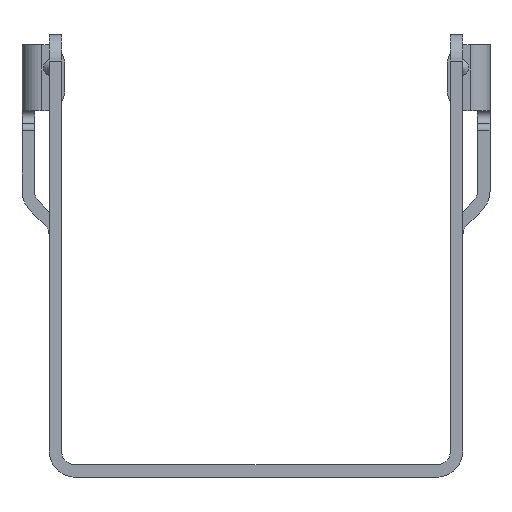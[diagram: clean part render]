
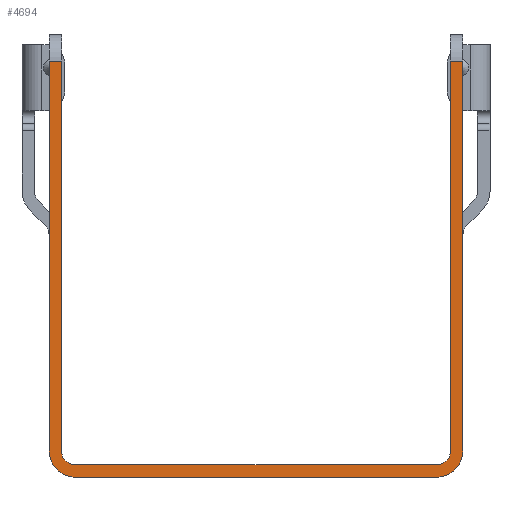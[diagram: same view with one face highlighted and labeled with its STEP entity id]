
A CAD part, front view. The second image highlights one B-rep face of the part: STEP entity #4694.
In plain terms, the highlighted planar face has unit normal (0, -1, 0).
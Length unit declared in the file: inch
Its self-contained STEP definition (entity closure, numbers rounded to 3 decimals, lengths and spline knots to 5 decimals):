
#87 = CARTESIAN_POINT ( 'NONE',  ( -1.16142, 0., 0.15354 ) ) ;
#304 = CIRCLE ( 'NONE', #1460, 0.07874 ) ;
#390 = EDGE_CURVE ( 'NONE', #784, #4156, #599, .T. ) ;
#445 = CARTESIAN_POINT ( 'NONE',  ( 1.39764, 0., 0. ) ) ;
#483 = AXIS2_PLACEMENT_3D ( 'NONE', #4303, #2812, #1358 ) ;
#488 = LINE ( 'NONE', #1969, #3434 ) ;
#583 = LINE ( 'NONE', #4584, #2935 ) ;
#599 = CIRCLE ( 'NONE', #1445, 0.15748 ) ;
#619 = DIRECTION ( 'NONE',  ( 0., 0., 1. ) ) ;
#741 = EDGE_CURVE ( 'NONE', #3616, #2768, #488, .T. ) ;
#784 = VERTEX_POINT ( 'NONE', #2434 ) ;
#802 = AXIS2_PLACEMENT_3D ( 'NONE', #2172, #2085, #1334 ) ;
#855 = CARTESIAN_POINT ( 'NONE',  ( -1.07874, 0., 0.15748 ) ) ;
#861 = VERTEX_POINT ( 'NONE', #3493 ) ;
#900 = CARTESIAN_POINT ( 'NONE',  ( 1.07874, 0., 0.15748 ) ) ;
#999 = DIRECTION ( 'NONE',  ( 0., 1., 0. ) ) ;
#1040 = CARTESIAN_POINT ( 'NONE',  ( 1.23622, 0., 2.48524 ) ) ;
#1154 = ORIENTED_EDGE ( 'NONE', *, *, #741, .F. ) ;
#1169 = LINE ( 'NONE', #445, #1883 ) ;
#1172 = VERTEX_POINT ( 'NONE', #2718 ) ;
#1259 = VECTOR ( 'NONE', #3891, 39.37008 ) ;
#1267 = VECTOR ( 'NONE', #3838, 39.37008 ) ;
#1313 = EDGE_LOOP ( 'NONE', ( #4284, #4720, #3276, #2875, #1154, #2991, #3011, #1910, #2131, #3524, #2573, #3871 ) ) ;
#1334 = DIRECTION ( 'NONE',  ( 0., 0., 1. ) ) ;
#1355 = CARTESIAN_POINT ( 'NONE',  ( 1.08268, 0., 0.0748 ) ) ;
#1358 = DIRECTION ( 'NONE',  ( 0., 0., 1. ) ) ;
#1386 = AXIS2_PLACEMENT_3D ( 'NONE', #855, #1557, #3016 ) ;
#1445 = AXIS2_PLACEMENT_3D ( 'NONE', #900, #999, #2042 ) ;
#1460 = AXIS2_PLACEMENT_3D ( 'NONE', #3065, #4528, #619 ) ;
#1503 = LINE ( 'NONE', #1850, #1802 ) ;
#1557 = DIRECTION ( 'NONE',  ( 0., 1., 0. ) ) ;
#1610 = CARTESIAN_POINT ( 'NONE',  ( -1.07874, 0., 0. ) ) ;
#1632 = DIRECTION ( 'NONE',  ( 0., 0., 1. ) ) ;
#1682 = LINE ( 'NONE', #3139, #1775 ) ;
#1741 = CARTESIAN_POINT ( 'NONE',  ( -1.16142, 0., 2.48524 ) ) ;
#1744 = CARTESIAN_POINT ( 'NONE',  ( 1.39764, 0., 2.48524 ) ) ;
#1775 = VECTOR ( 'NONE', #1632, 39.37008 ) ;
#1802 = VECTOR ( 'NONE', #3613, 39.37008 ) ;
#1834 = CARTESIAN_POINT ( 'NONE',  ( -1.08268, 0., 0.0748 ) ) ;
#1850 = CARTESIAN_POINT ( 'NONE',  ( -1.23622, 0., 2.48524 ) ) ;
#1865 = EDGE_CURVE ( 'NONE', #1951, #3169, #2599, .T. ) ;
#1883 = VECTOR ( 'NONE', #2942, 39.37008 ) ;
#1910 = ORIENTED_EDGE ( 'NONE', *, *, #3503, .F. ) ;
#1935 = EDGE_CURVE ( 'NONE', #1172, #2768, #304, .T. ) ;
#1951 = VERTEX_POINT ( 'NONE', #1610 ) ;
#1952 = CIRCLE ( 'NONE', #483, 0.07874 ) ;
#1969 = CARTESIAN_POINT ( 'NONE',  ( 1.08268, 0., 0.0748 ) ) ;
#1985 = EDGE_CURVE ( 'NONE', #1172, #861, #1682, .T. ) ;
#2042 = DIRECTION ( 'NONE',  ( 0., 0., 1. ) ) ;
#2085 = DIRECTION ( 'NONE',  ( 0., 1., 0. ) ) ;
#2131 = ORIENTED_EDGE ( 'NONE', *, *, #3890, .F. ) ;
#2172 = CARTESIAN_POINT ( 'NONE',  ( 1.39764, 0., 2.48524 ) ) ;
#2173 = VECTOR ( 'NONE', #3810, 39.37008 ) ;
#2351 = CARTESIAN_POINT ( 'NONE',  ( 1.39764, 0., 2.48524 ) ) ;
#2434 = CARTESIAN_POINT ( 'NONE',  ( 1.23622, 0., 0.15748 ) ) ;
#2573 = ORIENTED_EDGE ( 'NONE', *, *, #4462, .F. ) ;
#2589 = CARTESIAN_POINT ( 'NONE',  ( -1.23622, 0., 2.48524 ) ) ;
#2599 = CIRCLE ( 'NONE', #1386, 0.15748 ) ;
#2718 = CARTESIAN_POINT ( 'NONE',  ( 1.16142, 0., 0.15354 ) ) ;
#2738 = DIRECTION ( 'NONE',  ( 0., 0., -1. ) ) ;
#2765 = EDGE_CURVE ( 'NONE', #3214, #784, #3121, .T. ) ;
#2768 = VERTEX_POINT ( 'NONE', #1355 ) ;
#2795 = VERTEX_POINT ( 'NONE', #1741 ) ;
#2812 = DIRECTION ( 'NONE',  ( 0., -1., 0. ) ) ;
#2875 = ORIENTED_EDGE ( 'NONE', *, *, #1935, .T. ) ;
#2922 = CARTESIAN_POINT ( 'NONE',  ( -1.23622, 0., 0.15748 ) ) ;
#2935 = VECTOR ( 'NONE', #2738, 39.37008 ) ;
#2942 = DIRECTION ( 'NONE',  ( -1., 0., 0. ) ) ;
#2991 = ORIENTED_EDGE ( 'NONE', *, *, #4133, .F. ) ;
#3011 = ORIENTED_EDGE ( 'NONE', *, *, #3029, .F. ) ;
#3016 = DIRECTION ( 'NONE',  ( 0., 0., 1. ) ) ;
#3029 = EDGE_CURVE ( 'NONE', #2795, #4563, #583, .T. ) ;
#3059 = EDGE_CURVE ( 'NONE', #861, #3214, #3555, .T. ) ;
#3065 = CARTESIAN_POINT ( 'NONE',  ( 1.08268, 0., 0.15354 ) ) ;
#3121 = LINE ( 'NONE', #3172, #1267 ) ;
#3139 = CARTESIAN_POINT ( 'NONE',  ( 1.16142, 0., 2.48524 ) ) ;
#3169 = VERTEX_POINT ( 'NONE', #2922 ) ;
#3172 = CARTESIAN_POINT ( 'NONE',  ( 1.23622, 0., 2.48524 ) ) ;
#3181 = FACE_OUTER_BOUND ( 'NONE', #1313, .T. ) ;
#3214 = VERTEX_POINT ( 'NONE', #1040 ) ;
#3246 = CARTESIAN_POINT ( 'NONE',  ( 1.07874, 0., 0. ) ) ;
#3276 = ORIENTED_EDGE ( 'NONE', *, *, #1985, .F. ) ;
#3281 = VERTEX_POINT ( 'NONE', #2589 ) ;
#3419 = DIRECTION ( 'NONE',  ( 1., 0., 0. ) ) ;
#3434 = VECTOR ( 'NONE', #3419, 39.37008 ) ;
#3493 = CARTESIAN_POINT ( 'NONE',  ( 1.16142, 0., 2.48524 ) ) ;
#3503 = EDGE_CURVE ( 'NONE', #3281, #2795, #4224, .T. ) ;
#3524 = ORIENTED_EDGE ( 'NONE', *, *, #1865, .F. ) ;
#3555 = LINE ( 'NONE', #1744, #1259 ) ;
#3613 = DIRECTION ( 'NONE',  ( 0., 0., 1. ) ) ;
#3616 = VERTEX_POINT ( 'NONE', #1834 ) ;
#3810 = DIRECTION ( 'NONE',  ( 1., 0., 0. ) ) ;
#3838 = DIRECTION ( 'NONE',  ( 0., 0., -1. ) ) ;
#3871 = ORIENTED_EDGE ( 'NONE', *, *, #390, .F. ) ;
#3890 = EDGE_CURVE ( 'NONE', #3169, #3281, #1503, .T. ) ;
#3891 = DIRECTION ( 'NONE',  ( 1., 0., 0. ) ) ;
#3924 = PLANE ( 'NONE',  #802 ) ;
#4133 = EDGE_CURVE ( 'NONE', #4563, #3616, #1952, .T. ) ;
#4156 = VERTEX_POINT ( 'NONE', #3246 ) ;
#4224 = LINE ( 'NONE', #2351, #2173 ) ;
#4284 = ORIENTED_EDGE ( 'NONE', *, *, #2765, .F. ) ;
#4303 = CARTESIAN_POINT ( 'NONE',  ( -1.08268, 0., 0.15354 ) ) ;
#4462 = EDGE_CURVE ( 'NONE', #4156, #1951, #1169, .T. ) ;
#4528 = DIRECTION ( 'NONE',  ( 0., 1., 0. ) ) ;
#4563 = VERTEX_POINT ( 'NONE', #87 ) ;
#4584 = CARTESIAN_POINT ( 'NONE',  ( -1.16142, 0., 2.48524 ) ) ;
#4694 = ADVANCED_FACE ( 'NONE', ( #3181 ), #3924, .F. ) ;
#4720 = ORIENTED_EDGE ( 'NONE', *, *, #3059, .F. ) ;
